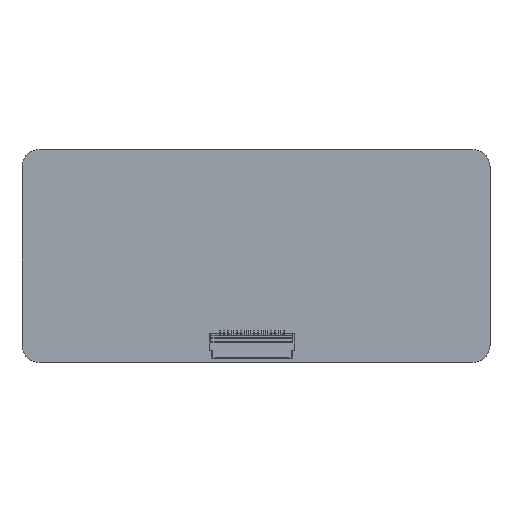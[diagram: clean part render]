
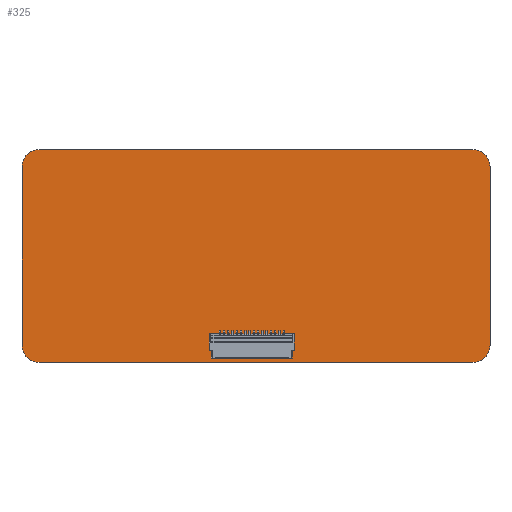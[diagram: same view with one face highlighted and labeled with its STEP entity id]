
A CAD part, top view. The second image highlights one B-rep face of the part: STEP entity #325.
In plain terms, the highlighted planar face has unit normal (0, 0, 1).
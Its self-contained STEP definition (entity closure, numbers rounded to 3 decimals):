
#60 = VERTEX_POINT('',#61);
#61 = CARTESIAN_POINT('',(2.,0.,1.591));
#67 = EDGE_CURVE('',#60,#68,#70,.T.);
#68 = VERTEX_POINT('',#69);
#69 = CARTESIAN_POINT('',(0.,2.,1.591));
#70 = CIRCLE('',#71,2.001);
#71 = AXIS2_PLACEMENT_3D('',#72,#73,#74);
#72 = CARTESIAN_POINT('',(2.001,2.001,1.591));
#73 = DIRECTION('',(0.,0.,-1.));
#74 = DIRECTION('',(0.,-1.,-0.));
#100 = EDGE_CURVE('',#68,#101,#103,.T.);
#101 = VERTEX_POINT('',#102);
#102 = CARTESIAN_POINT('',(0.,23.,1.591));
#103 = LINE('',#104,#105);
#104 = CARTESIAN_POINT('',(0.,2.,1.591));
#105 = VECTOR('',#106,1.);
#106 = DIRECTION('',(0.,1.,0.));
#131 = EDGE_CURVE('',#101,#132,#134,.T.);
#132 = VERTEX_POINT('',#133);
#133 = CARTESIAN_POINT('',(2.,25.,1.591));
#134 = CIRCLE('',#135,2.001);
#135 = AXIS2_PLACEMENT_3D('',#136,#137,#138);
#136 = CARTESIAN_POINT('',(2.001,22.999,1.591));
#137 = DIRECTION('',(0.,0.,-1.));
#138 = DIRECTION('',(-1.,0.,0.));
#164 = EDGE_CURVE('',#132,#165,#167,.T.);
#165 = VERTEX_POINT('',#166);
#166 = CARTESIAN_POINT('',(53.,25.,1.591));
#167 = LINE('',#168,#169);
#168 = CARTESIAN_POINT('',(2.,25.,1.591));
#169 = VECTOR('',#170,1.);
#170 = DIRECTION('',(1.,0.,0.));
#195 = EDGE_CURVE('',#165,#196,#198,.T.);
#196 = VERTEX_POINT('',#197);
#197 = CARTESIAN_POINT('',(55.,23.,1.591));
#198 = CIRCLE('',#199,2.001);
#199 = AXIS2_PLACEMENT_3D('',#200,#201,#202);
#200 = CARTESIAN_POINT('',(52.999,22.999,1.591));
#201 = DIRECTION('',(0.,0.,-1.));
#202 = DIRECTION('',(0.,1.,0.));
#228 = EDGE_CURVE('',#196,#229,#231,.T.);
#229 = VERTEX_POINT('',#230);
#230 = CARTESIAN_POINT('',(55.,2.,1.591));
#231 = LINE('',#232,#233);
#232 = CARTESIAN_POINT('',(55.,23.,1.591));
#233 = VECTOR('',#234,1.);
#234 = DIRECTION('',(0.,-1.,0.));
#259 = EDGE_CURVE('',#229,#260,#262,.T.);
#260 = VERTEX_POINT('',#261);
#261 = CARTESIAN_POINT('',(53.,0.,1.591));
#262 = CIRCLE('',#263,2.001);
#263 = AXIS2_PLACEMENT_3D('',#264,#265,#266);
#264 = CARTESIAN_POINT('',(52.999,2.001,1.591));
#265 = DIRECTION('',(0.,0.,-1.));
#266 = DIRECTION('',(1.,0.,0.));
#292 = EDGE_CURVE('',#260,#60,#293,.T.);
#293 = LINE('',#294,#295);
#294 = CARTESIAN_POINT('',(53.,0.,1.591));
#295 = VECTOR('',#296,1.);
#296 = DIRECTION('',(-1.,0.,0.));
#325 = ADVANCED_FACE('',(#326),#336,.F.);
#326 = FACE_BOUND('',#327,.F.);
#327 = EDGE_LOOP('',(#328,#329,#330,#331,#332,#333,#334,#335));
#328 = ORIENTED_EDGE('',*,*,#67,.T.);
#329 = ORIENTED_EDGE('',*,*,#100,.T.);
#330 = ORIENTED_EDGE('',*,*,#131,.T.);
#331 = ORIENTED_EDGE('',*,*,#164,.T.);
#332 = ORIENTED_EDGE('',*,*,#195,.T.);
#333 = ORIENTED_EDGE('',*,*,#228,.T.);
#334 = ORIENTED_EDGE('',*,*,#259,.T.);
#335 = ORIENTED_EDGE('',*,*,#292,.T.);
#336 = PLANE('',#337);
#337 = AXIS2_PLACEMENT_3D('',#338,#339,#340);
#338 = CARTESIAN_POINT('',(27.5,12.5,1.591));
#339 = DIRECTION('',(-0.,-0.,-1.));
#340 = DIRECTION('',(-1.,0.,0.));
